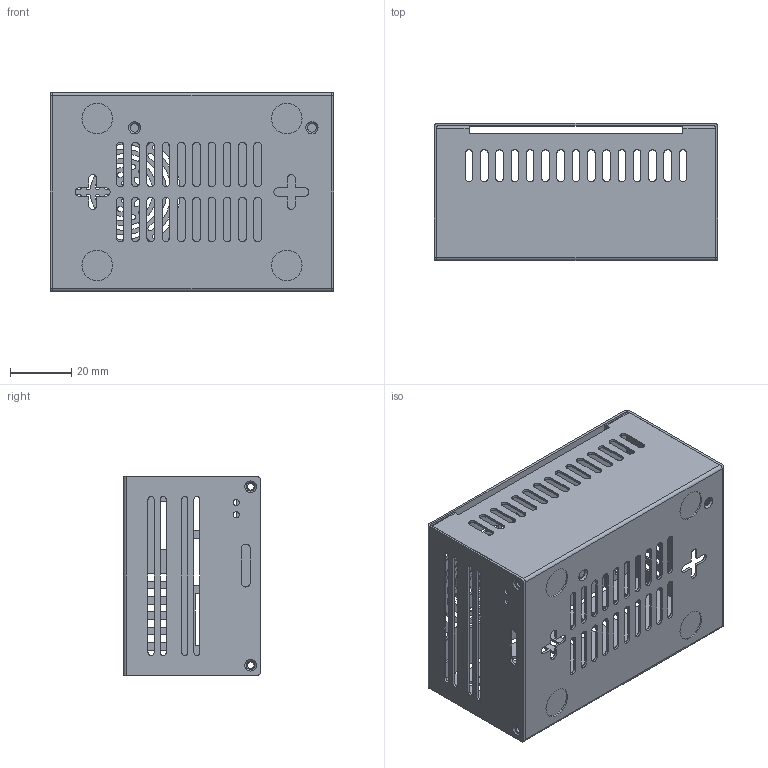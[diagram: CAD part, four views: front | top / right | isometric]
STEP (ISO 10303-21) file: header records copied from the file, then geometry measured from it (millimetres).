
FILE_DESCRIPTION((''),'2;1');
FILE_NAME('X630-C1-ASM_ASM','2021-09-26T11:37:27',('Administrator'),(''),'CREO PARAMETRIC BY PTC INC, 2019010','CREO PARAMETRIC BY PTC INC, 2019010','');
FILE_SCHEMA(('CONFIG_CONTROL_DESIGN'));
Length unit declared in the file: millimetre
Products named in the file (3): X630-BOTTON; X630-TOP; X630-C1-ASM_ASM
Assembly tree (2 placements, depth 2):
  X630-C1-ASM_ASM
    X630-BOTTON
    X630-TOP
Bounding box: 92.6 x 44.8 x 65 mm (x, y, z)
Volume: 17199.5 mm3; surface area: 46933 mm2
Topology: 2 solids, 2 shells, 614 faces, 1798 edges, 1192 vertices
Faces by surface type: cylinder 368, plane 226, cone 20
Entity records: 21274 total; most frequent: DIRECTION 3792, CARTESIAN_POINT 3609, ORIENTED_EDGE 3596, EDGE_CURVE 1798, AXIS2_PLACEMENT_3D 1375, VERTEX_POINT 1192, VECTOR 1042, LINE 1042
